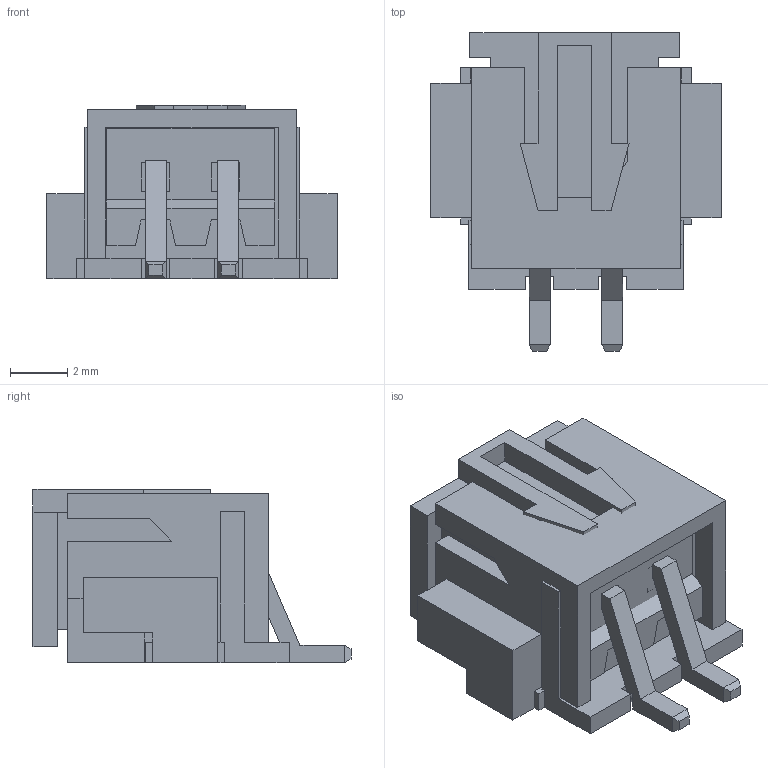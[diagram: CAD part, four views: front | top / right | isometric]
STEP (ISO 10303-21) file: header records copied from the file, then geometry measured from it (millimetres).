
FILE_DESCRIPTION(/* description */ ('Unknown'),/* implementation_level */ '2;1');
FILE_NAME(/* name */ 'JST - XH - SMD (R) - 2Pin - 2.54mm.step',/* time_stamp */ '2025-11-18T11:00:02-05:00',/* author */ (''),/* organization */ (''),/* preprocessor_version */ 'ST-DEVELOPER v20.1',/* originating_system */ 'Autodesk Translation Framework v14.21.0.0',/* authorisation */ '');
FILE_SCHEMA (('AUTOMOTIVE_DESIGN { 1 0 10303 214 3 1 1 }'));
Length unit declared in the file: millimetre
Products named in the file (3): JST - XH - SMD (R) - 2Pin - 2.54mm; 2 Way 2mm Pitch JST Connector - Female; 2Pin Female
Assembly tree (2 placements, depth 3):
  JST - XH - SMD (R) - 2Pin - 2.54mm
    2 Way 2mm Pitch JST Connector - Female
      2Pin Female
Bounding box: 10.13 x 11.1 x 6.05 mm (x, y, z)
Volume: 319.6 mm3; surface area: 876.3 mm2
Topology: 2 solids, 2 shells, 200 faces, 543 edges, 356 vertices
Faces by surface type: plane 195, cylinder 5
Full cylindrical faces by diameter (mm): 0.57 x1, 1 x2
Entity records: 6386 total; most frequent: CARTESIAN_POINT 1104, ORIENTED_EDGE 1086, DIRECTION 963, EDGE_CURVE 543, LINE 533, VECTOR 533, VERTEX_POINT 356, AXIS2_PLACEMENT_3D 215
